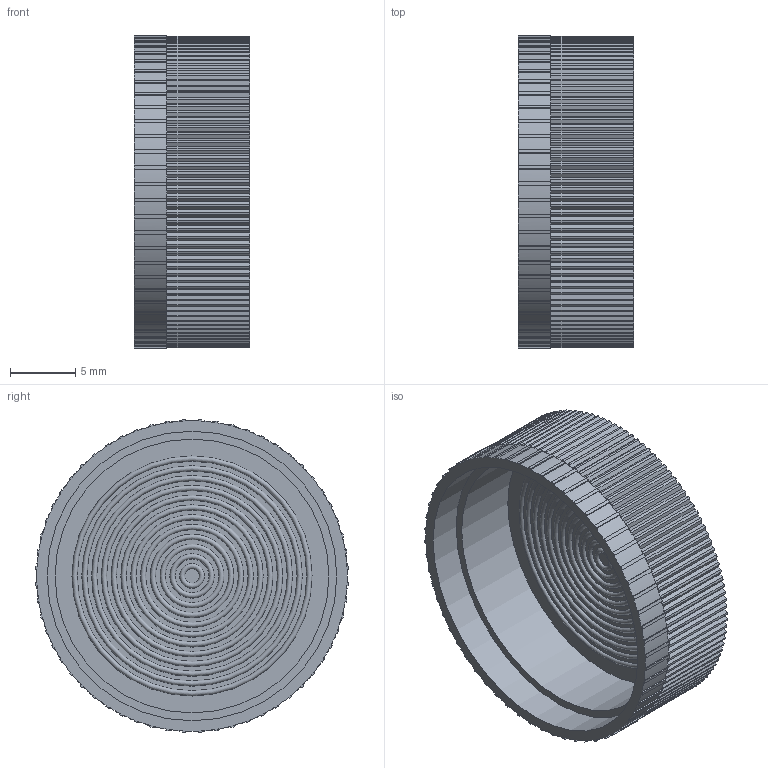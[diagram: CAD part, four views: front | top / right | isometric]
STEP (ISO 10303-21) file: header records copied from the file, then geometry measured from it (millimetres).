
FILE_DESCRIPTION(/* description */ (''),/* implementation_level */ '2;1');
FILE_NAME(/* name */ '2LALXL.stp',/* time_stamp */ '2016-07-20T13:45:23-04:00',/* author */ ('CAD Station'),/* organization */ (''),/* preprocessor_version */ 'ST-DEVELOPER v16.1',/* originating_system */ 'Autodesk Inventor 2016',/* authorisation */ '');
FILE_SCHEMA (('AUTOMOTIVE_DESIGN { 1 0 10303 214 3 1 1 }'));
Length unit declared in the file: millimetre
Products named in the file (1): 2LALxL
Bounding box: 8.85 x 23.98 x 23.98 mm (x, y, z)
Volume: 1238.3 mm3; surface area: 2316.8 mm2
Topology: 1 solids, 1 shells, 870 faces, 2322 edges, 1468 vertices
Faces by surface type: plane 616, cylinder 242, torus 12
Full cylindrical faces by diameter (mm): 21 x1, 22.2 x1
Entity records: 26888 total; most frequent: DIRECTION 4798, CARTESIAN_POINT 4647, ORIENTED_EDGE 4616, EDGE_CURVE 2308, AXIS2_PLACEMENT_3D 1619, LINE 1560, VECTOR 1560, VERTEX_POINT 1468
